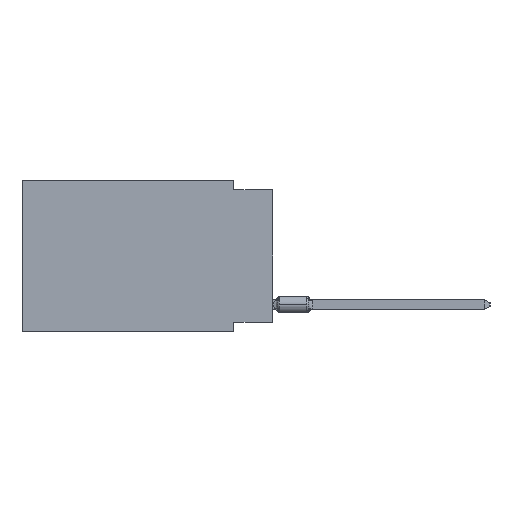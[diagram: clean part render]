
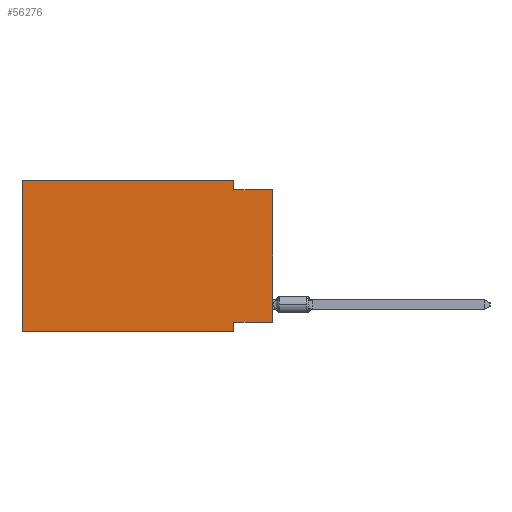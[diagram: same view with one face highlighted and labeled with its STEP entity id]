
A CAD part, left-side view. The second image highlights one B-rep face of the part: STEP entity #56276.
In plain terms, the highlighted planar face has unit normal (-1, 0, 0).
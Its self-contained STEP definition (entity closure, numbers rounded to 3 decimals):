
#111 = DIRECTION ( 'NONE',  ( 0., -1., 0. ) ) ;
#417 = LINE ( 'NONE', #15178, #20722 ) ;
#1426 = VECTOR ( 'NONE', #19835, 1000. ) ;
#2469 = CARTESIAN_POINT ( 'NONE',  ( 0., 16.383, -9.906 ) ) ;
#2513 = EDGE_CURVE ( 'NONE', #5466, #9199, #7872, .T. ) ;
#3094 = CARTESIAN_POINT ( 'NONE',  ( 0., 2.54, -9.271 ) ) ;
#3600 = VERTEX_POINT ( 'NONE', #3094 ) ;
#4776 = EDGE_CURVE ( 'NONE', #44841, #41259, #8857, .T. ) ;
#5466 = VERTEX_POINT ( 'NONE', #35135 ) ;
#5691 = LINE ( 'NONE', #18922, #1426 ) ;
#5904 = VECTOR ( 'NONE', #20604, 1000. ) ;
#7342 = ORIENTED_EDGE ( 'NONE', *, *, #28177, .F. ) ;
#7872 = LINE ( 'NONE', #12479, #43640 ) ;
#8857 = LINE ( 'NONE', #37703, #16614 ) ;
#9199 = VERTEX_POINT ( 'NONE', #43027 ) ;
#9675 = ORIENTED_EDGE ( 'NONE', *, *, #4776, .F. ) ;
#10665 = ORIENTED_EDGE ( 'NONE', *, *, #14339, .T. ) ;
#11694 = VECTOR ( 'NONE', #18310, 1000. ) ;
#12479 = CARTESIAN_POINT ( 'NONE',  ( 0., 0., -0.635 ) ) ;
#13044 = VERTEX_POINT ( 'NONE', #17522 ) ;
#13399 = DIRECTION ( 'NONE',  ( 0., -1., 0. ) ) ;
#14339 = EDGE_CURVE ( 'NONE', #13044, #9199, #31726, .T. ) ;
#15178 = CARTESIAN_POINT ( 'NONE',  ( 0., 16.383, 0. ) ) ;
#16614 = VECTOR ( 'NONE', #27603, 1000. ) ;
#17522 = CARTESIAN_POINT ( 'NONE',  ( 0., 0., -9.271 ) ) ;
#17692 = LINE ( 'NONE', #46243, #11694 ) ;
#17894 = DIRECTION ( 'NONE',  ( 0., 1., 0. ) ) ;
#18310 = DIRECTION ( 'NONE',  ( 0., 0., -1. ) ) ;
#18922 = CARTESIAN_POINT ( 'NONE',  ( 0., 2.54, -9.906 ) ) ;
#19835 = DIRECTION ( 'NONE',  ( 0., 0., -1. ) ) ;
#20604 = DIRECTION ( 'NONE',  ( 0., -1., 0. ) ) ;
#20722 = VECTOR ( 'NONE', #111, 1000. ) ;
#21996 = ORIENTED_EDGE ( 'NONE', *, *, #22700, .F. ) ;
#22700 = EDGE_CURVE ( 'NONE', #41259, #39984, #417, .T. ) ;
#24464 = VECTOR ( 'NONE', #40924, 1000. ) ;
#25218 = LINE ( 'NONE', #2469, #5904 ) ;
#26086 = EDGE_CURVE ( 'NONE', #13044, #3600, #27120, .T. ) ;
#27120 = LINE ( 'NONE', #41221, #53272 ) ;
#27603 = DIRECTION ( 'NONE',  ( 0., 0., 1. ) ) ;
#28177 = EDGE_CURVE ( 'NONE', #3600, #56139, #5691, .T. ) ;
#28550 = CARTESIAN_POINT ( 'NONE',  ( 0., 16.383, 0. ) ) ;
#29757 = ORIENTED_EDGE ( 'NONE', *, *, #48165, .F. ) ;
#31726 = LINE ( 'NONE', #41850, #24464 ) ;
#32715 = CARTESIAN_POINT ( 'NONE',  ( 0., 16.383, -9.906 ) ) ;
#35135 = CARTESIAN_POINT ( 'NONE',  ( 0., 2.54, -0.635 ) ) ;
#36869 = CARTESIAN_POINT ( 'NONE',  ( 0., 2.54, -9.906 ) ) ;
#37703 = CARTESIAN_POINT ( 'NONE',  ( 0., 16.383, 0. ) ) ;
#39780 = DIRECTION ( 'NONE',  ( 1., 0., 0. ) ) ;
#39984 = VERTEX_POINT ( 'NONE', #42694 ) ;
#40924 = DIRECTION ( 'NONE',  ( 0., 0., 1. ) ) ;
#41221 = CARTESIAN_POINT ( 'NONE',  ( 0., 0., -9.271 ) ) ;
#41259 = VERTEX_POINT ( 'NONE', #43641 ) ;
#41850 = CARTESIAN_POINT ( 'NONE',  ( 0., 0., 0. ) ) ;
#42694 = CARTESIAN_POINT ( 'NONE',  ( 0., 2.54, 0. ) ) ;
#43027 = CARTESIAN_POINT ( 'NONE',  ( 0., 0., -0.635 ) ) ;
#43543 = ORIENTED_EDGE ( 'NONE', *, *, #49879, .T. ) ;
#43640 = VECTOR ( 'NONE', #13399, 1000. ) ;
#43641 = CARTESIAN_POINT ( 'NONE',  ( 0., 16.383, 0. ) ) ;
#44841 = VERTEX_POINT ( 'NONE', #32715 ) ;
#46243 = CARTESIAN_POINT ( 'NONE',  ( 0., 2.54, 0. ) ) ;
#46612 = ORIENTED_EDGE ( 'NONE', *, *, #2513, .F. ) ;
#47410 = ORIENTED_EDGE ( 'NONE', *, *, #26086, .F. ) ;
#48165 = EDGE_CURVE ( 'NONE', #39984, #5466, #17692, .T. ) ;
#49279 = DIRECTION ( 'NONE',  ( 0., 0., -1. ) ) ;
#49879 = EDGE_CURVE ( 'NONE', #44841, #56139, #25218, .T. ) ;
#53272 = VECTOR ( 'NONE', #17894, 1000. ) ;
#55530 = AXIS2_PLACEMENT_3D ( 'NONE', #28550, #39780, #49279 ) ;
#56139 = VERTEX_POINT ( 'NONE', #36869 ) ;
#56276 = ADVANCED_FACE ( 'NONE', ( #56757 ), #58808, .F. ) ;
#56757 = FACE_OUTER_BOUND ( 'NONE', #59230, .T. ) ;
#58808 = PLANE ( 'NONE',  #55530 ) ;
#59230 = EDGE_LOOP ( 'NONE', ( #10665, #46612, #29757, #21996, #9675, #43543, #7342, #47410 ) ) ;
